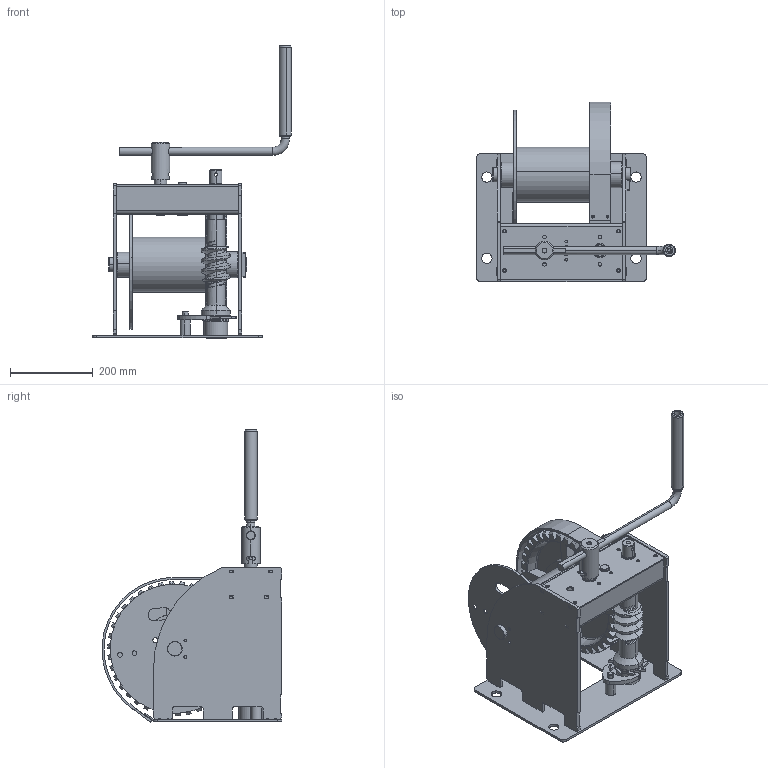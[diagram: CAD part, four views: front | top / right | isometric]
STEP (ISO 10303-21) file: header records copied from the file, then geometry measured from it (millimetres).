
FILE_DESCRIPTION (( 'STEP AP203' ), '1' );
FILE_NAME ('SL9011 WW2000.STEP', '2015-09-16T09:01:10', ( '.' ), ( '.' ), 'SwSTEP 2.0', 'SolidWorks 2015', '' );
FILE_SCHEMA (( 'CONFIG_CONTROL_DESIGN' ));
Length unit declared in the file: millimetre
Products named in the file (42): SL0210_Wormwiel; SL1334 remschijf; SL1276 Lager RS40_27-38-20; SL1275 Lagerrring AWX40_Met kraag; SL0370_Handvat; SL0196_Lagerring GL3520; SL1339 borgplaat; SL1257 naaldlager AWX40; SL1235_Palas_Met kraag; SL0371_Sam slinger; SL0192_Meenemer; SL1453 trommelas; SL1256 lagerschijf AS4060; SL1449 Sam huis; SL1320 Flenslager GFL-30; SL0202_Sam trommel; SL0368_Slingerkop; SL1444 aandrijfas; SL1446 voorbrug; SL1454 wormas; SL1450 achterplaat; spur gear_din_DIN - Spur gear 3M 34T 20PA 28FW ---S34A75H50L30.0R1; SL0369_Slingerarm; SL1445 tussenas; SL1447 Sam voorbrug_Zonder lagers; SL0823_glijlager_3520; SL1451 zijplaat; SL0569_Tandwiel m3z20; SL1319 Flenslager GFL-25; SL1321 Flenslager GFL-20; SL1233_palwiel_WW; SL1448 achterbrug; SL1455 beschermkap; SL0208_Trommelbuis; SL0206_Tandwiel m3z15; SL1258 Lagerbus; SL1341 bevestigingsplaat; SL9011 WW2000; SL0176_Trommelflens; SL1234_pal_WWgroot ...
Assembly tree (49 placements, depth 3):
  SL9011 WW2000
    SL1449 Sam huis
      SL1450 achterplaat
      SL1451 zijplaat  x2
      SL1448 achterbrug
      SL1341 bevestigingsplaat  x4
      SL1347 beschermkapplaat
      SL1275 Lagerrring AWX40_Met kraag
      SL1235_Palas_Met kraag
    SL1447 Sam voorbrug_Zonder lagers
      SL1446 voorbrug
      SL1347 beschermkapplaat
    SL1321 Flenslager GFL-20  x2
    SL0206_Tandwiel m3z15
    SL1234_pal_WWgroot
    SL1334 remschijf
    SL1339 borgplaat
    SL1453 trommelas
    SL0368_Slingerkop
    SL0371_Sam slinger
      SL0369_Slingerarm
      SL0370_Handvat
    SL1320 Flenslager GFL-30  x2
    SL1454 wormas
    SL0823_glijlager_3520
    SL1230 Sam palwiel
      SL1233_palwiel_WW
      SL1258 Lagerbus
    SL1276 Lager RS40_27-38-20
    SL1257 naaldlager AWX40
    SL1256 lagerschijf AS4060
    SL1444 aandrijfas
    SL1445 tussenas
    SL1319 Flenslager GFL-25
    SL0202_Sam trommel
      SL0208_Trommelbuis
      SL0176_Trommelflens
      SL0210_Wormwiel
      SL0196_Lagerring GL3520
      SL0192_Meenemer  x2
    spur gear_din_DIN - Spur gear 3M 34T 20PA 28FW ---S34A75H50L30.0R1
    SL0569_Tandwiel m3z20
    SL1455 beschermkap
Bounding box: 480.09 x 433.84 x 706.99 mm (x, y, z)
Volume: 7348492.8 mm3; surface area: 1967588.5 mm2
Topology: 44 solids, 44 shells, 1727 faces, 4640 edges, 3047 vertices
Faces by surface type: cylinder 923, plane 527, cone 221, bspline 34, torus 22
Entity records: 69024 total; most frequent: CARTESIAN_POINT 25219, DIRECTION 8550, ORIENTED_EDGE 8126, EDGE_CURVE 4063, AXIS2_PLACEMENT_3D 3399, VERTEX_POINT 2665, CIRCLE 1862, VECTOR 1752
